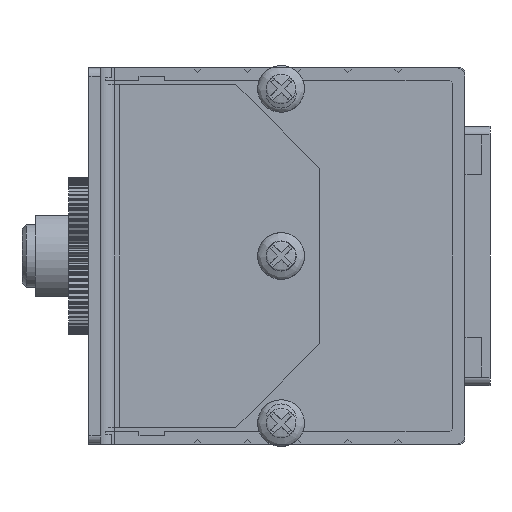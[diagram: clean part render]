
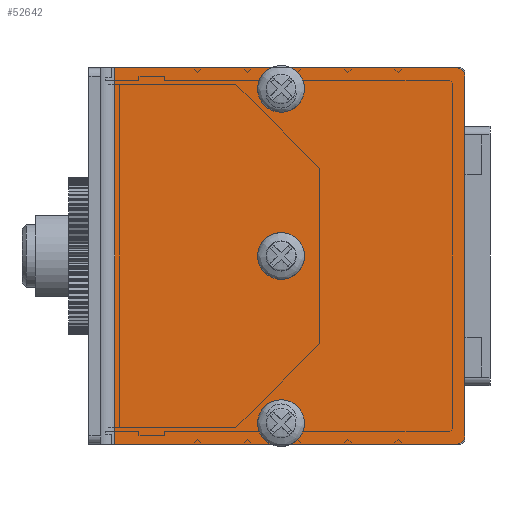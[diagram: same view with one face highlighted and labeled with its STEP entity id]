
A CAD part, left-side view. The second image highlights one B-rep face of the part: STEP entity #52642.
In plain terms, the highlighted planar face has unit normal (-1, 0, 0).
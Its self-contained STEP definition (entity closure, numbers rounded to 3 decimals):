
#3 = AXIS2_PLACEMENT_3D ( 'NONE', #68669, #19107, #110094 ) ;
#1345 = VECTOR ( 'NONE', #117328, 1000. ) ;
#7506 = VERTEX_POINT ( 'NONE', #97594 ) ;
#11702 = FACE_BOUND ( 'NONE', #19158, .T. ) ;
#14891 = CARTESIAN_POINT ( 'NONE',  ( -1.4, 22., -1.2 ) ) ;
#15112 = LINE ( 'NONE', #23962, #101616 ) ;
#15384 = CIRCLE ( 'NONE', #56552, 1. ) ;
#16348 = DIRECTION ( 'NONE',  ( -1., 0., 0. ) ) ;
#17552 = CARTESIAN_POINT ( 'NONE',  ( -1.4, 22., -20.7 ) ) ;
#19107 = DIRECTION ( 'NONE',  ( -1., 0., 0. ) ) ;
#19158 = EDGE_LOOP ( 'NONE', ( #42196 ) ) ;
#19256 = FACE_BOUND ( 'NONE', #62468, .T. ) ;
#19577 = VERTEX_POINT ( 'NONE', #60937 ) ;
#19627 = EDGE_CURVE ( 'NONE', #66887, #86153, #126940, .T. ) ;
#22016 = CARTESIAN_POINT ( 'NONE',  ( -1.4, 22., -3. ) ) ;
#23962 = CARTESIAN_POINT ( 'NONE',  ( -1.4, 45., 0. ) ) ;
#27046 = VERTEX_POINT ( 'NONE', #14891 ) ;
#30735 = FACE_OUTER_BOUND ( 'NONE', #108148, .T. ) ;
#35814 = ORIENTED_EDGE ( 'NONE', *, *, #119108, .T. ) ;
#40041 = CIRCLE ( 'NONE', #131209, 1.8 ) ;
#42196 = ORIENTED_EDGE ( 'NONE', *, *, #123374, .F. ) ;
#42433 = CIRCLE ( 'NONE', #59762, 1.8 ) ;
#44182 = VECTOR ( 'NONE', #116751, 1000. ) ;
#46188 = VERTEX_POINT ( 'NONE', #102260 ) ;
#47118 = VECTOR ( 'NONE', #110542, 1000. ) ;
#51181 = DIRECTION ( 'NONE',  ( 0., 0., 1. ) ) ;
#52642 = ADVANCED_FACE ( 'NONE', ( #11702, #19256, #102082, #30735 ), #102738, .F. ) ;
#56504 = DIRECTION ( 'NONE',  ( 0., 1., 0. ) ) ;
#56552 = AXIS2_PLACEMENT_3D ( 'NONE', #121545, #110671, #100476 ) ;
#57727 = DIRECTION ( 'NONE',  ( 0., 0., 1. ) ) ;
#58489 = CIRCLE ( 'NONE', #3, 1. ) ;
#59762 = AXIS2_PLACEMENT_3D ( 'NONE', #22016, #97355, #126588 ) ;
#60937 = CARTESIAN_POINT ( 'NONE',  ( -1.4, 22., -40.2 ) ) ;
#61834 = EDGE_CURVE ( 'NONE', #27046, #27046, #42433, .T. ) ;
#62468 = EDGE_LOOP ( 'NONE', ( #119243 ) ) ;
#66887 = VERTEX_POINT ( 'NONE', #127531 ) ;
#66932 = EDGE_CURVE ( 'NONE', #91440, #7506, #107118, .T. ) ;
#67937 = CARTESIAN_POINT ( 'NONE',  ( -1.4, 22., -42. ) ) ;
#68669 = CARTESIAN_POINT ( 'NONE',  ( -1.4, 1., -1. ) ) ;
#71277 = EDGE_CURVE ( 'NONE', #86153, #46188, #58489, .T. ) ;
#71282 = AXIS2_PLACEMENT_3D ( 'NONE', #121867, #113681, #51181 ) ;
#72833 = DIRECTION ( 'NONE',  ( 0., 0., -1. ) ) ;
#76537 = CARTESIAN_POINT ( 'NONE',  ( -1.4, 45., -45. ) ) ;
#77769 = CIRCLE ( 'NONE', #71282, 1.8 ) ;
#81297 = LINE ( 'NONE', #90831, #47118 ) ;
#83638 = CARTESIAN_POINT ( 'NONE',  ( -1.4, 41.9, 0. ) ) ;
#85088 = VERTEX_POINT ( 'NONE', #83638 ) ;
#86153 = VERTEX_POINT ( 'NONE', #126075 ) ;
#90831 = CARTESIAN_POINT ( 'NONE',  ( -1.4, 41.9, -45. ) ) ;
#91440 = VERTEX_POINT ( 'NONE', #96331 ) ;
#92314 = EDGE_CURVE ( 'NONE', #91440, #85088, #81297, .T. ) ;
#92711 = ORIENTED_EDGE ( 'NONE', *, *, #66932, .T. ) ;
#94566 = CARTESIAN_POINT ( 'NONE',  ( -1.4, 22.5, -22.5 ) ) ;
#94670 = EDGE_CURVE ( 'NONE', #128973, #128973, #77769, .T. ) ;
#96331 = CARTESIAN_POINT ( 'NONE',  ( -1.4, 41.9, -45. ) ) ;
#97355 = DIRECTION ( 'NONE',  ( -1., 0., 0. ) ) ;
#97594 = CARTESIAN_POINT ( 'NONE',  ( -1.4, 1., -45. ) ) ;
#99791 = EDGE_LOOP ( 'NONE', ( #123316 ) ) ;
#100476 = DIRECTION ( 'NONE',  ( 0., 0., -1. ) ) ;
#100576 = ORIENTED_EDGE ( 'NONE', *, *, #92314, .F. ) ;
#101432 = ORIENTED_EDGE ( 'NONE', *, *, #19627, .T. ) ;
#101616 = VECTOR ( 'NONE', #56504, 1000. ) ;
#102082 = FACE_BOUND ( 'NONE', #99791, .T. ) ;
#102184 = EDGE_CURVE ( 'NONE', #7506, #66887, #15384, .T. ) ;
#102260 = CARTESIAN_POINT ( 'NONE',  ( -1.4, 1., 0. ) ) ;
#102738 = PLANE ( 'NONE',  #109243 ) ;
#102950 = ORIENTED_EDGE ( 'NONE', *, *, #71277, .T. ) ;
#104937 = ORIENTED_EDGE ( 'NONE', *, *, #102184, .T. ) ;
#105878 = CARTESIAN_POINT ( 'NONE',  ( -1.4, 0., -45. ) ) ;
#107118 = LINE ( 'NONE', #76537, #1345 ) ;
#108148 = EDGE_LOOP ( 'NONE', ( #92711, #104937, #101432, #102950, #35814, #100576 ) ) ;
#109243 = AXIS2_PLACEMENT_3D ( 'NONE', #94566, #124468, #72833 ) ;
#110094 = DIRECTION ( 'NONE',  ( 0., 0., -1. ) ) ;
#110542 = DIRECTION ( 'NONE',  ( 0., 0., 1. ) ) ;
#110671 = DIRECTION ( 'NONE',  ( -1., 0., 0. ) ) ;
#113681 = DIRECTION ( 'NONE',  ( -1., 0., 0. ) ) ;
#116751 = DIRECTION ( 'NONE',  ( 0., 0., 1. ) ) ;
#117328 = DIRECTION ( 'NONE',  ( 0., -1., 0. ) ) ;
#119108 = EDGE_CURVE ( 'NONE', #46188, #85088, #15112, .T. ) ;
#119243 = ORIENTED_EDGE ( 'NONE', *, *, #61834, .F. ) ;
#121545 = CARTESIAN_POINT ( 'NONE',  ( -1.4, 1., -44. ) ) ;
#121867 = CARTESIAN_POINT ( 'NONE',  ( -1.4, 22., -22.5 ) ) ;
#123316 = ORIENTED_EDGE ( 'NONE', *, *, #94670, .F. ) ;
#123374 = EDGE_CURVE ( 'NONE', #19577, #19577, #40041, .T. ) ;
#124468 = DIRECTION ( 'NONE',  ( 1., 0., 0. ) ) ;
#126075 = CARTESIAN_POINT ( 'NONE',  ( -1.4, 0., -1. ) ) ;
#126588 = DIRECTION ( 'NONE',  ( 0., 0., 1. ) ) ;
#126940 = LINE ( 'NONE', #105878, #44182 ) ;
#127531 = CARTESIAN_POINT ( 'NONE',  ( -1.4, 0., -44. ) ) ;
#128973 = VERTEX_POINT ( 'NONE', #17552 ) ;
#131209 = AXIS2_PLACEMENT_3D ( 'NONE', #67937, #16348, #57727 ) ;
